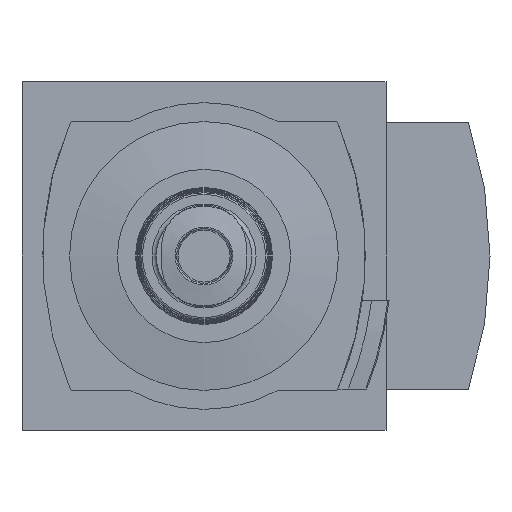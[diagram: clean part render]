
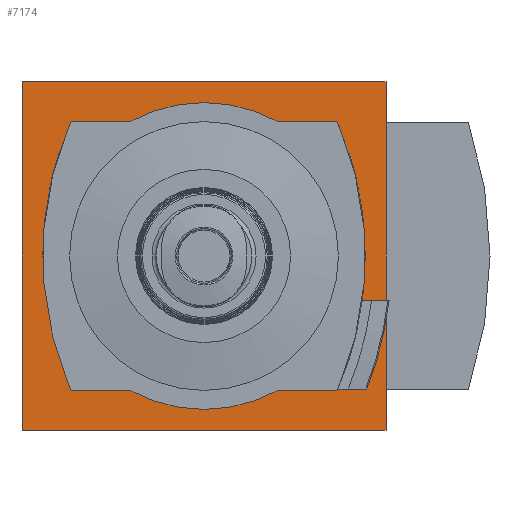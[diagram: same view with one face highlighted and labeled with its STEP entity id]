
A CAD part, front view. The second image highlights one B-rep face of the part: STEP entity #7174.
In plain terms, the highlighted planar face has unit normal (0, -1, 0).
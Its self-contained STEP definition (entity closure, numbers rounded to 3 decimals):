
#121=PLANE('',#7514);
#323=LINE('',#9519,#875);
#429=LINE('',#9741,#981);
#444=LINE('',#9779,#996);
#501=LINE('',#9956,#1053);
#502=LINE('',#9960,#1054);
#503=LINE('',#9964,#1055);
#504=LINE('',#9972,#1056);
#505=LINE('',#9976,#1057);
#506=LINE('',#9982,#1058);
#507=LINE('',#9986,#1059);
#875=VECTOR('',#7964,1000.);
#981=VECTOR('',#8136,1000.);
#996=VECTOR('',#8165,1000.);
#1053=VECTOR('',#8292,1000.);
#1054=VECTOR('',#8295,1000.);
#1055=VECTOR('',#8298,1000.);
#1056=VECTOR('',#8305,1000.);
#1057=VECTOR('',#8308,1000.);
#1058=VECTOR('',#8313,1000.);
#1059=VECTOR('',#8316,1000.);
#1788=ORIENTED_EDGE('',*,*,#3071,.F.);
#1789=ORIENTED_EDGE('',*,*,#3172,.F.);
#1790=ORIENTED_EDGE('',*,*,#3091,.F.);
#1791=ORIENTED_EDGE('',*,*,#2957,.F.);
#1792=ORIENTED_EDGE('',*,*,#3173,.F.);
#1793=ORIENTED_EDGE('',*,*,#3174,.T.);
#1794=ORIENTED_EDGE('',*,*,#3175,.F.);
#1795=ORIENTED_EDGE('',*,*,#3176,.F.);
#1796=ORIENTED_EDGE('',*,*,#3177,.F.);
#1797=ORIENTED_EDGE('',*,*,#3178,.F.);
#1798=ORIENTED_EDGE('',*,*,#3179,.F.);
#1799=ORIENTED_EDGE('',*,*,#3180,.F.);
#1800=ORIENTED_EDGE('',*,*,#3181,.F.);
#1801=ORIENTED_EDGE('',*,*,#3182,.F.);
#1802=ORIENTED_EDGE('',*,*,#3183,.F.);
#1803=ORIENTED_EDGE('',*,*,#3184,.F.);
#1804=ORIENTED_EDGE('',*,*,#3185,.T.);
#1805=ORIENTED_EDGE('',*,*,#3186,.F.);
#1806=ORIENTED_EDGE('',*,*,#3187,.T.);
#2957=EDGE_CURVE('',#3700,#3701,#323,.T.);
#3071=EDGE_CURVE('',#3783,#3700,#429,.T.);
#3091=EDGE_CURVE('',#3701,#3800,#444,.T.);
#3172=EDGE_CURVE('',#3800,#3783,#501,.T.);
#3173=EDGE_CURVE('',#3869,#3870,#4200,.F.);
#3174=EDGE_CURVE('',#3869,#3871,#502,.T.);
#3175=EDGE_CURVE('',#3872,#3871,#4201,.F.);
#3176=EDGE_CURVE('',#3873,#3872,#503,.T.);
#3177=EDGE_CURVE('',#3874,#3873,#4202,.F.);
#3178=EDGE_CURVE('',#3875,#3874,#4203,.F.);
#3179=EDGE_CURVE('',#3876,#3875,#4204,.F.);
#3180=EDGE_CURVE('',#3877,#3876,#504,.T.);
#3181=EDGE_CURVE('',#3878,#3877,#4205,.F.);
#3182=EDGE_CURVE('',#3879,#3878,#505,.T.);
#3183=EDGE_CURVE('',#3880,#3879,#4206,.F.);
#3184=EDGE_CURVE('',#3881,#3880,#4207,.F.);
#3185=EDGE_CURVE('',#3881,#3882,#506,.T.);
#3186=EDGE_CURVE('',#3883,#3882,#4208,.T.);
#3187=EDGE_CURVE('',#3883,#3870,#507,.T.);
#3700=VERTEX_POINT('',#9518);
#3701=VERTEX_POINT('',#9520);
#3783=VERTEX_POINT('',#9740);
#3800=VERTEX_POINT('',#9780);
#3869=VERTEX_POINT('',#9958);
#3870=VERTEX_POINT('',#9959);
#3871=VERTEX_POINT('',#9961);
#3872=VERTEX_POINT('',#9963);
#3873=VERTEX_POINT('',#9965);
#3874=VERTEX_POINT('',#9967);
#3875=VERTEX_POINT('',#9969);
#3876=VERTEX_POINT('',#9971);
#3877=VERTEX_POINT('',#9973);
#3878=VERTEX_POINT('',#9975);
#3879=VERTEX_POINT('',#9977);
#3880=VERTEX_POINT('',#9979);
#3881=VERTEX_POINT('',#9981);
#3882=VERTEX_POINT('',#9983);
#3883=VERTEX_POINT('',#9985);
#4200=CIRCLE('',#7515,0.3);
#4201=CIRCLE('',#7516,17.7);
#4202=CIRCLE('',#7517,0.3);
#4203=CIRCLE('',#7518,38.9);
#4204=CIRCLE('',#7519,0.3);
#4205=CIRCLE('',#7520,17.7);
#4206=CIRCLE('',#7521,0.3);
#4207=CIRCLE('',#7522,38.9);
#4208=CIRCLE('',#7523,39.95);
#4376=EDGE_LOOP('',(#1788,#1789,#1790,#1791));
#4377=EDGE_LOOP('',(#1792,#1793,#1794,#1795,#1796,#1797,#1798,#1799,#1800,
#1801,#1802,#1803,#1804,#1805,#1806));
#4725=FACE_BOUND('',#4376,.T.);
#4726=FACE_BOUND('',#4377,.T.);
#7174=ADVANCED_FACE('',(#4725,#4726),#121,.F.);
#7514=AXIS2_PLACEMENT_3D('',#9955,#8290,#8291);
#7515=AXIS2_PLACEMENT_3D('',#9957,#8293,#8294);
#7516=AXIS2_PLACEMENT_3D('',#9962,#8296,#8297);
#7517=AXIS2_PLACEMENT_3D('',#9966,#8299,#8300);
#7518=AXIS2_PLACEMENT_3D('',#9968,#8301,#8302);
#7519=AXIS2_PLACEMENT_3D('',#9970,#8303,#8304);
#7520=AXIS2_PLACEMENT_3D('',#9974,#8306,#8307);
#7521=AXIS2_PLACEMENT_3D('',#9978,#8309,#8310);
#7522=AXIS2_PLACEMENT_3D('',#9980,#8311,#8312);
#7523=AXIS2_PLACEMENT_3D('',#9984,#8314,#8315);
#7964=DIRECTION('',(0.,0.,1.));
#8136=DIRECTION('',(-1.,0.,0.));
#8165=DIRECTION('',(1.,0.,0.));
#8290=DIRECTION('',(0.,1.,0.));
#8291=DIRECTION('',(0.,0.,1.));
#8292=DIRECTION('',(0.,0.,-1.));
#8293=DIRECTION('',(0.,1.,0.));
#8294=DIRECTION('',(0.,0.,1.));
#8295=DIRECTION('',(-1.,0.,0.));
#8296=DIRECTION('',(0.,1.,0.));
#8297=DIRECTION('',(0.,0.,1.));
#8298=DIRECTION('',(1.,0.,0.));
#8299=DIRECTION('',(0.,1.,0.));
#8300=DIRECTION('',(0.,0.,1.));
#8301=DIRECTION('',(0.,1.,0.));
#8302=DIRECTION('',(0.,0.,1.));
#8303=DIRECTION('',(0.,1.,0.));
#8304=DIRECTION('',(0.,0.,1.));
#8305=DIRECTION('',(-1.,0.,0.));
#8306=DIRECTION('',(0.,1.,0.));
#8307=DIRECTION('',(0.,0.,1.));
#8308=DIRECTION('',(-1.,0.,0.));
#8309=DIRECTION('',(0.,1.,0.));
#8310=DIRECTION('',(0.,0.,1.));
#8311=DIRECTION('',(0.,1.,0.));
#8312=DIRECTION('',(0.,0.,1.));
#8313=DIRECTION('',(1.,0.,0.));
#8314=DIRECTION('',(0.,-1.,0.));
#8315=DIRECTION('',(0.,0.,-1.));
#8316=DIRECTION('',(-1.,0.,0.));
#9518=CARTESIAN_POINT('',(-21.,-31.54,-20.1));
#9519=CARTESIAN_POINT('',(-21.,-31.54,-20.1));
#9520=CARTESIAN_POINT('',(-21.,-31.54,20.1));
#9740=CARTESIAN_POINT('',(21.,-31.54,-20.1));
#9741=CARTESIAN_POINT('',(21.,-31.54,-20.1));
#9779=CARTESIAN_POINT('',(-21.,-31.54,20.1));
#9780=CARTESIAN_POINT('',(21.,-31.54,20.1));
#9955=CARTESIAN_POINT('',(0.,-31.54,0.));
#9956=CARTESIAN_POINT('',(21.,-31.54,20.1));
#9957=CARTESIAN_POINT('',(15.181,-31.54,-15.2));
#9958=CARTESIAN_POINT('',(15.181,-31.54,-15.5));
#9959=CARTESIAN_POINT('',(15.442,-31.54,-15.349));
#9960=CARTESIAN_POINT('',(14.091,-31.54,-15.5));
#9961=CARTESIAN_POINT('',(8.546,-31.54,-15.5));
#9962=CARTESIAN_POINT('',(0.,-31.54,0.));
#9963=CARTESIAN_POINT('',(-8.546,-31.54,-15.5));
#9964=CARTESIAN_POINT('',(0.,-31.54,-15.5));
#9965=CARTESIAN_POINT('',(-15.181,-31.54,-15.5));
#9966=CARTESIAN_POINT('',(-15.181,-31.54,-15.2));
#9967=CARTESIAN_POINT('',(-15.457,-31.54,-15.318));
#9968=CARTESIAN_POINT('',(20.3,-31.54,0.));
#9969=CARTESIAN_POINT('',(-15.457,-31.54,15.318));
#9970=CARTESIAN_POINT('',(-15.181,-31.54,15.2));
#9971=CARTESIAN_POINT('',(-15.181,-31.54,15.5));
#9972=CARTESIAN_POINT('',(0.,-31.54,15.5));
#9973=CARTESIAN_POINT('',(-8.546,-31.54,15.5));
#9974=CARTESIAN_POINT('',(0.,-31.54,0.));
#9975=CARTESIAN_POINT('',(8.546,-31.54,15.5));
#9976=CARTESIAN_POINT('',(0.,-31.54,15.5));
#9977=CARTESIAN_POINT('',(15.181,-31.54,15.5));
#9978=CARTESIAN_POINT('',(15.181,-31.54,15.2));
#9979=CARTESIAN_POINT('',(15.457,-31.54,15.318));
#9980=CARTESIAN_POINT('',(-20.3,-31.54,0.));
#9981=CARTESIAN_POINT('',(18.259,-31.54,-5.142));
#9982=CARTESIAN_POINT('',(17.25,-31.54,-5.142));
#9983=CARTESIAN_POINT('',(19.337,-31.54,-5.142));
#9984=CARTESIAN_POINT('',(-20.3,-31.54,-0.15));
#9985=CARTESIAN_POINT('',(16.646,-31.54,-15.349));
#9986=CARTESIAN_POINT('',(30.,-31.54,-15.349));
